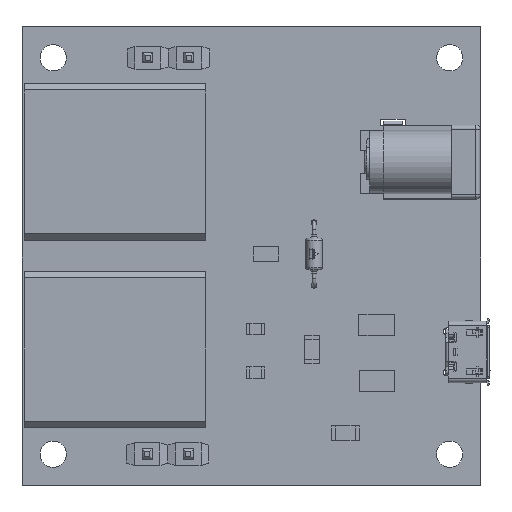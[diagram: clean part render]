
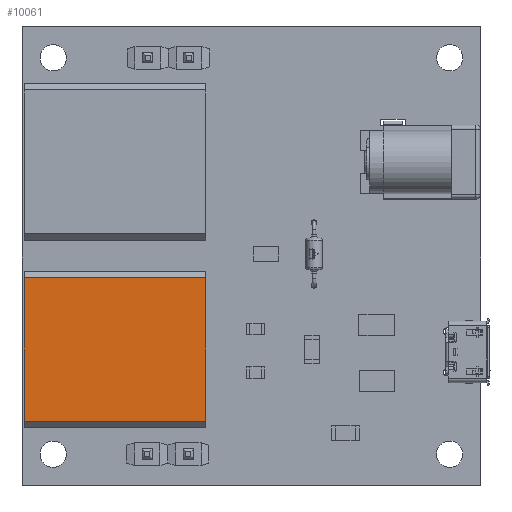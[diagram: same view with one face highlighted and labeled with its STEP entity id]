
A CAD part, top view. The second image highlights one B-rep face of the part: STEP entity #10061.
In plain terms, the highlighted face is planar.
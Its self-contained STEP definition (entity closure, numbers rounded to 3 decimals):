
#7809 = VERTEX_POINT('',#7810);
#7810 = CARTESIAN_POINT('',(-8.74,-4.85,-5.6));
#7816 = EDGE_CURVE('',#7809,#7817,#7819,.T.);
#7817 = VERTEX_POINT('',#7818);
#7818 = CARTESIAN_POINT('',(8.74,-4.85,-5.6));
#7819 = LINE('',#7820,#7821);
#7820 = CARTESIAN_POINT('',(-8.74,-4.85,-5.6));
#7821 = VECTOR('',#7822,1.);
#7822 = DIRECTION('',(1.,0.,0.));
#10042 = EDGE_CURVE('',#7817,#10043,#10045,.T.);
#10043 = VERTEX_POINT('',#10044);
#10044 = CARTESIAN_POINT('',(8.74,-4.85,16.5));
#10045 = LINE('',#10046,#10047);
#10046 = CARTESIAN_POINT('',(8.74,-4.85,-5.6));
#10047 = VECTOR('',#10048,1.);
#10048 = DIRECTION('',(0.,0.,1.));
#10061 = ADVANCED_FACE('',(#10062),#10080,.T.);
#10062 = FACE_BOUND('',#10063,.F.);
#10063 = EDGE_LOOP('',(#10064,#10065,#10073,#10079));
#10064 = ORIENTED_EDGE('',*,*,#7816,.F.);
#10065 = ORIENTED_EDGE('',*,*,#10066,.T.);
#10066 = EDGE_CURVE('',#7809,#10067,#10069,.T.);
#10067 = VERTEX_POINT('',#10068);
#10068 = CARTESIAN_POINT('',(-8.74,-4.85,16.5));
#10069 = LINE('',#10070,#10071);
#10070 = CARTESIAN_POINT('',(-8.74,-4.85,-5.6));
#10071 = VECTOR('',#10072,1.);
#10072 = DIRECTION('',(0.,0.,1.));
#10073 = ORIENTED_EDGE('',*,*,#10074,.T.);
#10074 = EDGE_CURVE('',#10067,#10043,#10075,.T.);
#10075 = LINE('',#10076,#10077);
#10076 = CARTESIAN_POINT('',(-8.74,-4.85,16.5));
#10077 = VECTOR('',#10078,1.);
#10078 = DIRECTION('',(1.,0.,0.));
#10079 = ORIENTED_EDGE('',*,*,#10042,.F.);
#10080 = PLANE('',#10081);
#10081 = AXIS2_PLACEMENT_3D('',#10082,#10083,#10084);
#10082 = CARTESIAN_POINT('',(-8.74,-4.85,-5.6));
#10083 = DIRECTION('',(0.,-1.,0.));
#10084 = DIRECTION('',(1.,0.,0.));
